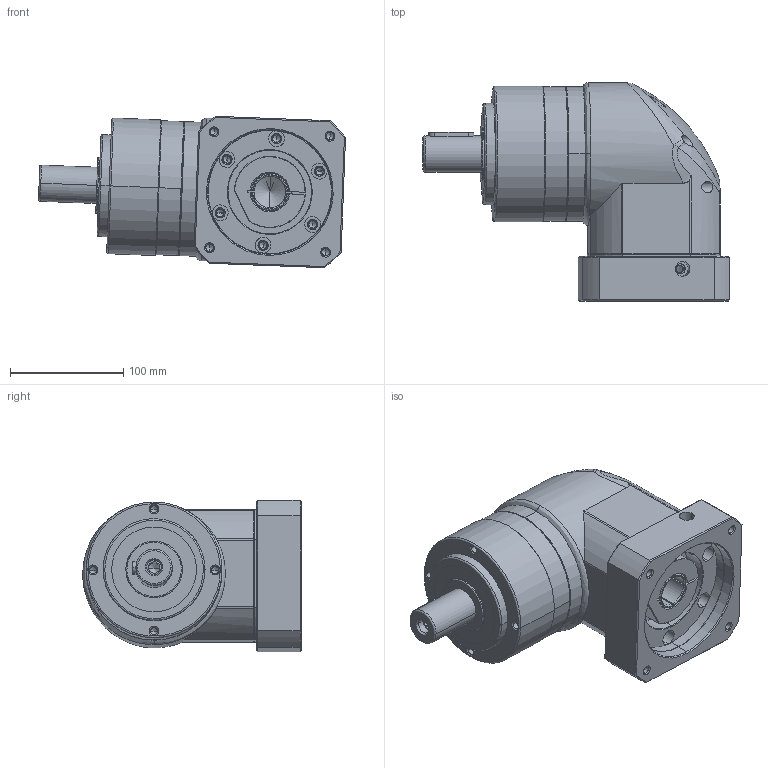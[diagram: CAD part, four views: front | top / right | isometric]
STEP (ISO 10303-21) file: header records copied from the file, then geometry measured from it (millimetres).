
FILE_DESCRIPTION (( 'STEP AP214' ), '1' );
FILE_NAME ('PEL120-L1-28-110-145M8.STEP', '2024-01-06T06:40:21', ( 'admin' ), ( '' ), 'SwSTEP 2.0', 'SolidWorks 2013', '' );
FILE_SCHEMA (( 'AUTOMOTIVE_DESIGN' ));
Length unit declared in the file: millimetre
Products named in the file (5): PE120; SBL115-110-145M8; SBL115_X2_8F9351658F7495017D2773AF_X0_-28; SDL115-28; PEL120-L1-28-110-145M8
Assembly tree (4 placements, depth 2):
  PEL120-L1-28-110-145M8
    SDL115-28
    SBL115_X2_8F9351658F7495017D2773AF_X0_-28
    SBL115-110-145M8
    PE120
Bounding box: 271.31 x 193 x 133.8 mm (x, y, z)
Volume: 3015115.4 mm3; surface area: 262545.3 mm2
Topology: 8 solids, 8 shells, 478 faces, 1176 edges, 703 vertices
Faces by surface type: cylinder 210, cone 133, plane 101, bspline 32, torus 2
Entity records: 26642 total; most frequent: CARTESIAN_POINT 10540, ORIENTED_EDGE 2212, DIRECTION 2137, EDGE_CURVE 1106, AXIS2_PLACEMENT_3D 839, VERTEX_POINT 697, EDGE_LOOP 567, UNCERTAINTY_MEASURE_WITH_UNIT 495
